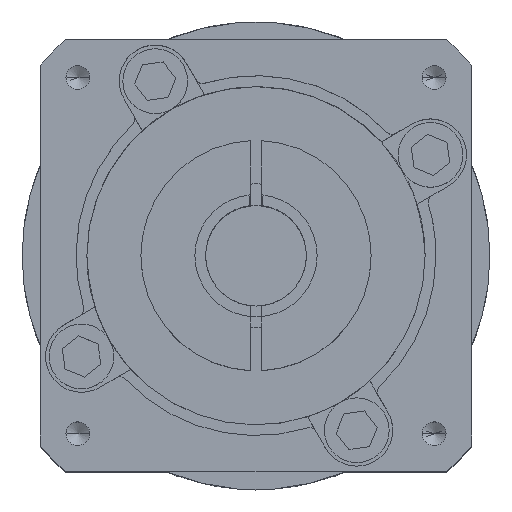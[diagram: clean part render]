
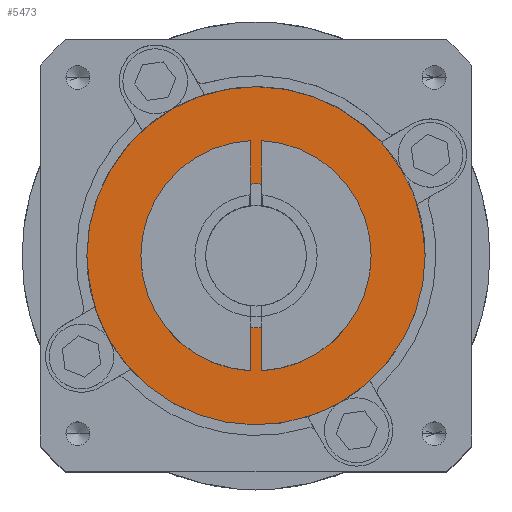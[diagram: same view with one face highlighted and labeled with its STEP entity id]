
A CAD part, top view. The second image highlights one B-rep face of the part: STEP entity #5473.
In plain terms, the highlighted planar face has unit normal (0, 0, 1).
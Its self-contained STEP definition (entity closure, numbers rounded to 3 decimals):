
#120 = CARTESIAN_POINT ( 'NONE',  ( 0., 0., -2. ) ) ;
#167 = EDGE_CURVE ( 'NONE', #2636, #6385, #2198, .T. ) ;
#523 = PLANE ( 'NONE',  #4229 ) ;
#568 = ORIENTED_EDGE ( 'NONE', *, *, #1729, .T. ) ;
#594 = AXIS2_PLACEMENT_3D ( 'NONE', #120, #1162, #6332 ) ;
#1116 = ORIENTED_EDGE ( 'NONE', *, *, #167, .T. ) ;
#1162 = DIRECTION ( 'NONE',  ( 0., 0., 1. ) ) ;
#1468 = VERTEX_POINT ( 'NONE', #4411 ) ;
#1564 = DIRECTION ( 'NONE',  ( 1., 0., 0. ) ) ;
#1729 = EDGE_CURVE ( 'NONE', #6385, #2636, #6321, .T. ) ;
#1979 = EDGE_LOOP ( 'NONE', ( #1116, #568 ) ) ;
#2198 = CIRCLE ( 'NONE', #3623, 23.5 ) ;
#2233 = CARTESIAN_POINT ( 'NONE',  ( 23.5, 0., -2. ) ) ;
#2407 = FACE_OUTER_BOUND ( 'NONE', #1979, .T. ) ;
#2446 = DIRECTION ( 'NONE',  ( 1., 0., 0. ) ) ;
#2636 = VERTEX_POINT ( 'NONE', #2233 ) ;
#2694 = CARTESIAN_POINT ( 'NONE',  ( 0., 0., -2. ) ) ;
#2815 = DIRECTION ( 'NONE',  ( 0., 0., 1. ) ) ;
#2964 = CARTESIAN_POINT ( 'NONE',  ( 0., 0., -2. ) ) ;
#3214 = DIRECTION ( 'NONE',  ( 1., 0., 0. ) ) ;
#3346 = ORIENTED_EDGE ( 'NONE', *, *, #6223, .F. ) ;
#3408 = CIRCLE ( 'NONE', #5141, 10. ) ;
#3482 = CARTESIAN_POINT ( 'NONE',  ( -23.5, 0., -2. ) ) ;
#3549 = CIRCLE ( 'NONE', #5581, 10. ) ;
#3623 = AXIS2_PLACEMENT_3D ( 'NONE', #2964, #6071, #2446 ) ;
#3639 = CARTESIAN_POINT ( 'NONE',  ( 0., 0., -2. ) ) ;
#3646 = EDGE_LOOP ( 'NONE', ( #5298, #3346 ) ) ;
#4229 = AXIS2_PLACEMENT_3D ( 'NONE', #3639, #4682, #1564 ) ;
#4411 = CARTESIAN_POINT ( 'NONE',  ( 10., 0., -2. ) ) ;
#4550 = CARTESIAN_POINT ( 'NONE',  ( -10., 0., -2. ) ) ;
#4682 = DIRECTION ( 'NONE',  ( 0., 0., 1. ) ) ;
#4703 = VERTEX_POINT ( 'NONE', #4550 ) ;
#5141 = AXIS2_PLACEMENT_3D ( 'NONE', #2694, #6317, #3214 ) ;
#5298 = ORIENTED_EDGE ( 'NONE', *, *, #5750, .F. ) ;
#5473 = ADVANCED_FACE ( 'NONE', ( #6376, #2407 ), #523, .T. ) ;
#5581 = AXIS2_PLACEMENT_3D ( 'NONE', #5933, #2815, #6442 ) ;
#5750 = EDGE_CURVE ( 'NONE', #4703, #1468, #3408, .T. ) ;
#5933 = CARTESIAN_POINT ( 'NONE',  ( 0., 0., -2. ) ) ;
#6071 = DIRECTION ( 'NONE',  ( 0., 0., 1. ) ) ;
#6223 = EDGE_CURVE ( 'NONE', #1468, #4703, #3549, .T. ) ;
#6317 = DIRECTION ( 'NONE',  ( 0., 0., 1. ) ) ;
#6321 = CIRCLE ( 'NONE', #594, 23.5 ) ;
#6332 = DIRECTION ( 'NONE',  ( 1., 0., 0. ) ) ;
#6376 = FACE_BOUND ( 'NONE', #3646, .T. ) ;
#6385 = VERTEX_POINT ( 'NONE', #3482 ) ;
#6442 = DIRECTION ( 'NONE',  ( 1., 0., 0. ) ) ;
